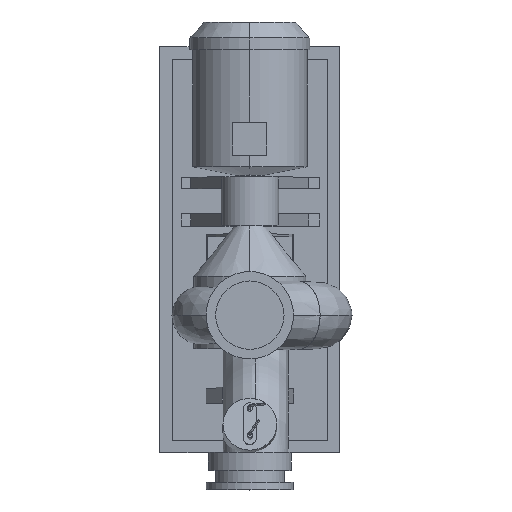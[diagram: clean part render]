
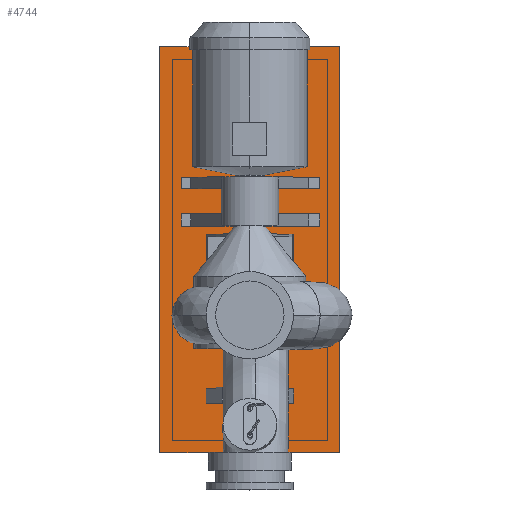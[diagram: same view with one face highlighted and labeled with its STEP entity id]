
A CAD part, top view. The second image highlights one B-rep face of the part: STEP entity #4744.
In plain terms, the highlighted planar face has unit normal (0, 0, 1).
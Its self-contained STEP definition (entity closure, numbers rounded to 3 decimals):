
#382=PLANE('',#5211);
#681=FACE_OUTER_BOUND('',#1001,.T.);
#1001=EDGE_LOOP('',(#4378,#4379,#4380,#4381));
#1459=LINE('',#12486,#1929);
#1464=LINE('',#12495,#1934);
#1468=LINE('',#12503,#1938);
#1471=LINE('',#12508,#1941);
#1929=VECTOR('',#6481,304.8);
#1934=VECTOR('',#6490,304.8);
#1938=VECTOR('',#6498,304.8);
#1941=VECTOR('',#6505,304.8);
#2468=VERTEX_POINT('',#12484);
#2469=VERTEX_POINT('',#12485);
#2471=VERTEX_POINT('',#12494);
#2473=VERTEX_POINT('',#12502);
#3097=EDGE_CURVE('',#2468,#2469,#1459,.T.);
#3102=EDGE_CURVE('',#2471,#2468,#1464,.T.);
#3106=EDGE_CURVE('',#2473,#2471,#1468,.T.);
#3109=EDGE_CURVE('',#2469,#2473,#1471,.T.);
#4378=ORIENTED_EDGE('',*,*,#3109,.T.);
#4379=ORIENTED_EDGE('',*,*,#3106,.T.);
#4380=ORIENTED_EDGE('',*,*,#3102,.T.);
#4381=ORIENTED_EDGE('',*,*,#3097,.T.);
#4744=ADVANCED_FACE('',(#681),#382,.T.);
#5211=AXIS2_PLACEMENT_3D('',#12510,#6508,#6509);
#6481=DIRECTION('',(0.,1.,0.));
#6490=DIRECTION('',(1.,0.,0.));
#6498=DIRECTION('',(0.,-1.,0.));
#6505=DIRECTION('',(-1.,0.,0.));
#6508=DIRECTION('center_axis',(0.,0.,1.));
#6509=DIRECTION('ref_axis',(-1.,0.,0.));
#12484=CARTESIAN_POINT('',(68197.476,24978.992,240.));
#12485=CARTESIAN_POINT('',(68197.476,27235.992,240.));
#12486=CARTESIAN_POINT('',(68197.476,24978.992,240.));
#12494=CARTESIAN_POINT('',(67197.476,24978.992,240.));
#12495=CARTESIAN_POINT('',(67197.476,24978.992,240.));
#12502=CARTESIAN_POINT('',(67197.476,27235.992,240.));
#12503=CARTESIAN_POINT('',(67197.476,27235.992,240.));
#12508=CARTESIAN_POINT('',(68197.476,27235.992,240.));
#12510=CARTESIAN_POINT('Origin',(67197.476,27235.992,240.));
